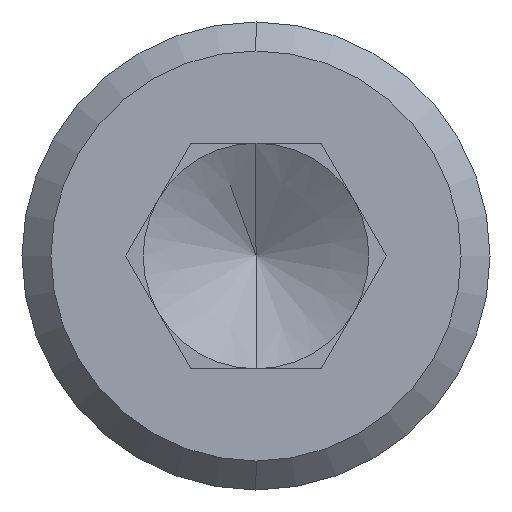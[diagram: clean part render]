
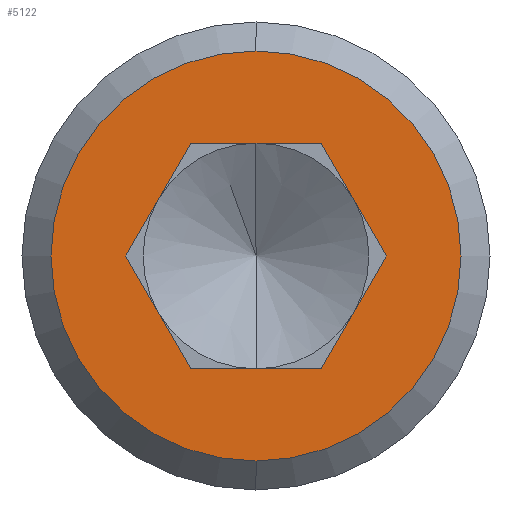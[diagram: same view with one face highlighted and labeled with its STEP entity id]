
A CAD part, left-side view. The second image highlights one B-rep face of the part: STEP entity #5122.
In plain terms, the highlighted planar face has unit normal (-1, 0, 0).
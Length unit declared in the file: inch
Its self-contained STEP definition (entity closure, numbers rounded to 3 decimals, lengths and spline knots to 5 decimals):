
#76 = EDGE_LOOP ( 'NONE', ( #3704, #3222, #5750, #2827, #6913, #6128 ) ) ;
#90 = VECTOR ( 'NONE', #858, 39.37008 ) ;
#173 = CARTESIAN_POINT ( 'NONE',  ( 0., 0.03147, 0.0545 ) ) ;
#238 = DIRECTION ( 'NONE',  ( -1., 0., 0. ) ) ;
#249 = CIRCLE ( 'NONE', #4625, 0.099 ) ;
#258 = VECTOR ( 'NONE', #982, 39.37008 ) ;
#309 = CARTESIAN_POINT ( 'NONE',  ( 0., -0.06293, 0. ) ) ;
#423 = CARTESIAN_POINT ( 'NONE',  ( 0., 0.06293, 0. ) ) ;
#518 = VECTOR ( 'NONE', #3796, 39.37008 ) ;
#562 = ORIENTED_EDGE ( 'NONE', *, *, #6494, .T. ) ;
#610 = CARTESIAN_POINT ( 'NONE',  ( 0., -0.03147, 0.0545 ) ) ;
#654 = ORIENTED_EDGE ( 'NONE', *, *, #7118, .T. ) ;
#695 = VERTEX_POINT ( 'NONE', #1930 ) ;
#850 = LINE ( 'NONE', #610, #518 ) ;
#856 = VERTEX_POINT ( 'NONE', #2943 ) ;
#858 = DIRECTION ( 'NONE',  ( 0., 0.5, -0.866 ) ) ;
#889 = CARTESIAN_POINT ( 'NONE',  ( 0., -0.03147, -0.0545 ) ) ;
#900 = DIRECTION ( 'NONE',  ( 0., 0., 1. ) ) ;
#982 = DIRECTION ( 'NONE',  ( 0., -0.5, -0.866 ) ) ;
#1373 = VECTOR ( 'NONE', #3019, 39.37008 ) ;
#1620 = VERTEX_POINT ( 'NONE', #4254 ) ;
#1869 = DIRECTION ( 'NONE',  ( -1., 0., 0. ) ) ;
#1930 = CARTESIAN_POINT ( 'NONE',  ( 0., 0.03147, -0.0545 ) ) ;
#2224 = CARTESIAN_POINT ( 'NONE',  ( 0., -0.03147, 0.0545 ) ) ;
#2381 = VECTOR ( 'NONE', #4166, 39.37008 ) ;
#2445 = VECTOR ( 'NONE', #6936, 39.37008 ) ;
#2517 = CARTESIAN_POINT ( 'NONE',  ( 0., -0.03147, 0.0545 ) ) ;
#2827 = ORIENTED_EDGE ( 'NONE', *, *, #7131, .T. ) ;
#2926 = LINE ( 'NONE', #309, #90 ) ;
#2943 = CARTESIAN_POINT ( 'NONE',  ( 0., 0., -0.099 ) ) ;
#2969 = CARTESIAN_POINT ( 'NONE',  ( 0., 0.06293, 0. ) ) ;
#3019 = DIRECTION ( 'NONE',  ( 0., 1., 0. ) ) ;
#3042 = VERTEX_POINT ( 'NONE', #5954 ) ;
#3100 = LINE ( 'NONE', #423, #258 ) ;
#3222 = ORIENTED_EDGE ( 'NONE', *, *, #7141, .F. ) ;
#3432 = CARTESIAN_POINT ( 'NONE',  ( 0., 0., 0. ) ) ;
#3590 = FACE_OUTER_BOUND ( 'NONE', #6448, .T. ) ;
#3645 = CARTESIAN_POINT ( 'NONE',  ( 0., 0.03147, -0.0545 ) ) ;
#3704 = ORIENTED_EDGE ( 'NONE', *, *, #4313, .T. ) ;
#3796 = DIRECTION ( 'NONE',  ( 0., -0.5, -0.866 ) ) ;
#3942 = DIRECTION ( 'NONE',  ( 0., 0., 1. ) ) ;
#4039 = DIRECTION ( 'NONE',  ( -1., 0., 0. ) ) ;
#4130 = LINE ( 'NONE', #2517, #1373 ) ;
#4166 = DIRECTION ( 'NONE',  ( 0., -1., 0. ) ) ;
#4172 = VERTEX_POINT ( 'NONE', #889 ) ;
#4245 = VERTEX_POINT ( 'NONE', #2224 ) ;
#4254 = CARTESIAN_POINT ( 'NONE',  ( 0., -0.06293, 0. ) ) ;
#4313 = EDGE_CURVE ( 'NONE', #5057, #4761, #5271, .T. ) ;
#4625 = AXIS2_PLACEMENT_3D ( 'NONE', #3432, #238, #3942 ) ;
#4761 = VERTEX_POINT ( 'NONE', #173 ) ;
#4878 = FACE_BOUND ( 'NONE', #76, .T. ) ;
#5033 = CARTESIAN_POINT ( 'NONE',  ( 0., 0., 0. ) ) ;
#5057 = VERTEX_POINT ( 'NONE', #2969 ) ;
#5122 = ADVANCED_FACE ( 'NONE', ( #4878, #3590 ), #6874, .T. ) ;
#5197 = LINE ( 'NONE', #3645, #2381 ) ;
#5271 = LINE ( 'NONE', #6511, #2445 ) ;
#5332 = AXIS2_PLACEMENT_3D ( 'NONE', #5033, #1869, #5577 ) ;
#5577 = DIRECTION ( 'NONE',  ( 0., 0., 1. ) ) ;
#5673 = AXIS2_PLACEMENT_3D ( 'NONE', #6928, #4039, #900 ) ;
#5750 = ORIENTED_EDGE ( 'NONE', *, *, #6767, .T. ) ;
#5954 = CARTESIAN_POINT ( 'NONE',  ( 0., 0., 0.099 ) ) ;
#6128 = ORIENTED_EDGE ( 'NONE', *, *, #6647, .F. ) ;
#6448 = EDGE_LOOP ( 'NONE', ( #654, #562 ) ) ;
#6477 = CIRCLE ( 'NONE', #5332, 0.099 ) ;
#6494 = EDGE_CURVE ( 'NONE', #3042, #856, #6477, .T. ) ;
#6511 = CARTESIAN_POINT ( 'NONE',  ( 0., 0.06293, 0. ) ) ;
#6647 = EDGE_CURVE ( 'NONE', #5057, #695, #3100, .T. ) ;
#6767 = EDGE_CURVE ( 'NONE', #4245, #1620, #850, .T. ) ;
#6856 = EDGE_CURVE ( 'NONE', #695, #4172, #5197, .T. ) ;
#6874 = PLANE ( 'NONE',  #5673 ) ;
#6913 = ORIENTED_EDGE ( 'NONE', *, *, #6856, .F. ) ;
#6928 = CARTESIAN_POINT ( 'NONE',  ( 0., 0., 0. ) ) ;
#6936 = DIRECTION ( 'NONE',  ( 0., -0.5, 0.866 ) ) ;
#7118 = EDGE_CURVE ( 'NONE', #856, #3042, #249, .T. ) ;
#7131 = EDGE_CURVE ( 'NONE', #1620, #4172, #2926, .T. ) ;
#7141 = EDGE_CURVE ( 'NONE', #4245, #4761, #4130, .T. ) ;
